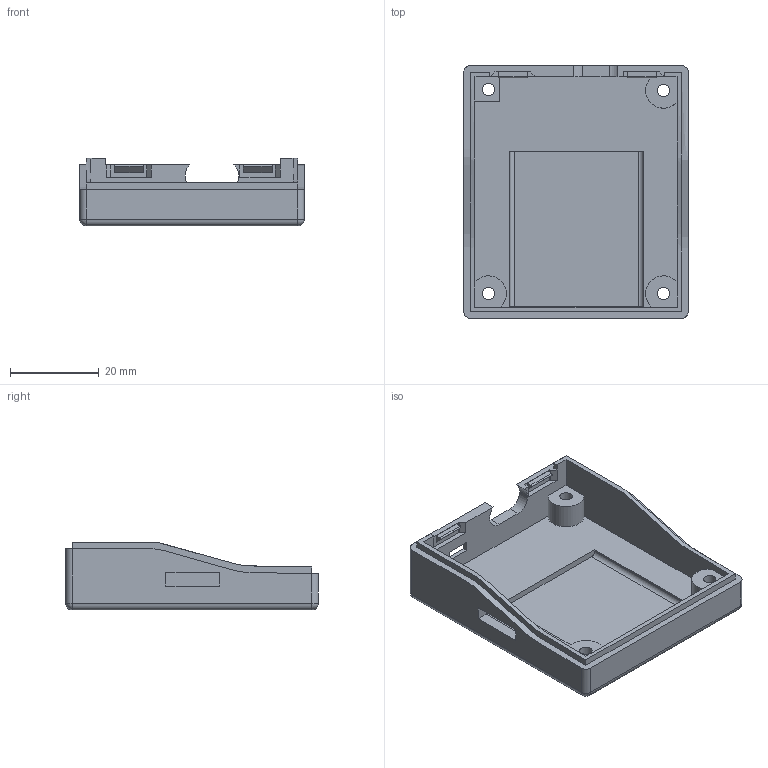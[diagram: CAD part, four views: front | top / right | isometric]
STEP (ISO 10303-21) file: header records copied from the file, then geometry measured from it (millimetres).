
FILE_DESCRIPTION(/* description */ (''),/* implementation_level */ '2;1');
FILE_NAME(/* name */ 'Lower.step',/* time_stamp */ '2022-01-27T18:10:14-06:00',/* author */ (''),/* organization */ (''),/* preprocessor_version */ 'ST-DEVELOPER v18.1',/* originating_system */ 'Autodesk Translation Framework v10.13.0.1454',/* authorisation */ '');
FILE_SCHEMA (('AUTOMOTIVE_DESIGN { 1 0 10303 214 3 1 1 }'));
Length unit declared in the file: millimetre
Products named in the file (1): Lower
Bounding box: 50.53 x 56.88 x 15.26 mm (x, y, z)
Volume: 10584.8 mm3; surface area: 10567.2 mm2
Topology: 1 solids, 1 shells, 101 faces, 261 edges, 168 vertices
Faces by surface type: plane 67, cylinder 28, sphere 4, bspline 2
Full cylindrical faces by diameter (mm): 2.8 x4, 3.962 x2, 5.5 x2
Entity records: 4958 total; most frequent: CARTESIAN_POINT 2466, ORIENTED_EDGE 522, DIRECTION 474, EDGE_CURVE 261, LINE 170, VECTOR 170, VERTEX_POINT 168, AXIS2_PLACEMENT_3D 152
